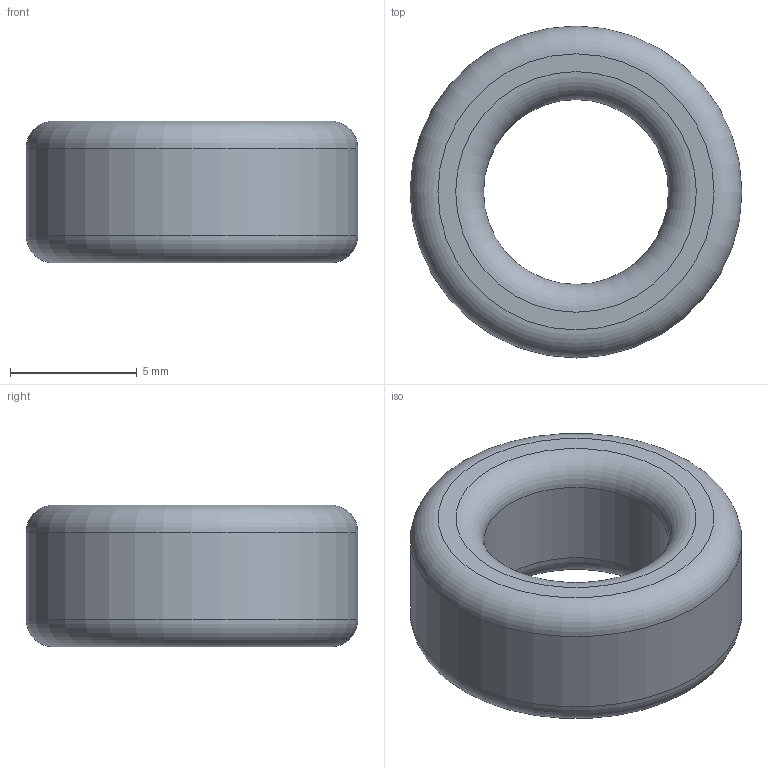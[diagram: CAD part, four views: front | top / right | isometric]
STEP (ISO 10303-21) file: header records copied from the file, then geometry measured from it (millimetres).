
FILE_DESCRIPTION(/* description */ ('Ferrite Core - EPCOS B64290L0044X038'),/* implementation_level */ '2;1');
FILE_NAME(/* name */ 'Ferrite Core - EPCOS B64290L0044X038.stp',/* time_stamp */ '2014-03-18T12:36:42+11:00',/* author */ ('sdarley'),/* organization */ (''),/* preprocessor_version */ 'ST-DEVELOPER v15.2',/* originating_system */ 'Autodesk Inventor 2014',/* authorisation */ '');
FILE_SCHEMA (('AUTOMOTIVE_DESIGN { 1 0 10303 214 3 1 1 }'));
Length unit declared in the file: millimetre
Products named in the file (1): Ferrite Core - EPCOS B64290L0044X038
Bounding box: 13.1 x 13.1 x 5.6 mm (x, y, z)
Volume: 487.1 mm3; surface area: 484.2 mm2
Topology: 1 solids, 1 shells, 8 faces, 14 edges, 8 vertices
Faces by surface type: torus 4, plane 2, cylinder 2
Full cylindrical faces by diameter (mm): 7.3 x1, 13.1 x1
Entity records: 189 total; most frequent: DIRECTION 34, CARTESIAN_POINT 25, AXIS2_PLACEMENT_3D 17, EDGE_LOOP 16, ORIENTED_EDGE 16, FACE_BOUND 9, CIRCLE 8, VERTEX_POINT 8
